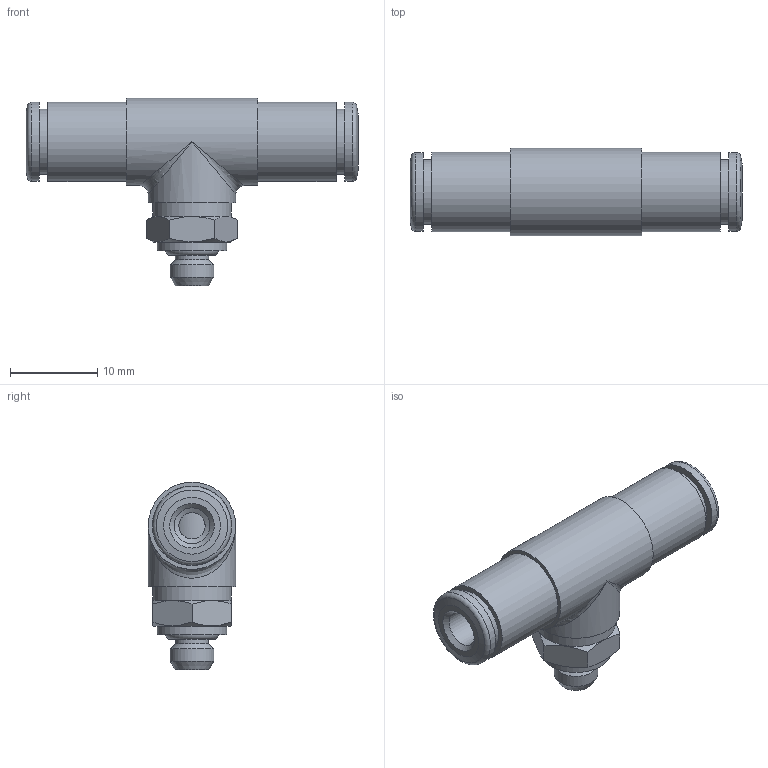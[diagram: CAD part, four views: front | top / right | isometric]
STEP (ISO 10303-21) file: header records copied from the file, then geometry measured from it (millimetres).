
FILE_DESCRIPTION(/* description */ (''),/* implementation_level */ '2;1');
FILE_NAME(/* name */ 'iqst_m54_msv.stp',/* time_stamp */ '2017-10-06T11:48:03+02:00',/* author */ ('Hamoud'),/* organization */ (''),/* preprocessor_version */ 'ST-DEVELOPER v15.6',/* originating_system */ 'Autodesk Inventor LT ',/* authorisation */ '');
FILE_SCHEMA (('AUTOMOTIVE_DESIGN { 1 0 10303 214 3 1 1 }'));
Length unit declared in the file: millimetre
Products named in the file (1): iqst_m54_msv
Bounding box: 38 x 10 x 21.5 mm (x, y, z)
Volume: 2470.6 mm3; surface area: 3273.9 mm2
Topology: 5 solids, 6 shells, 93 faces, 189 edges, 114 vertices
Faces by surface type: cylinder 32, plane 28, cone 26, torus 5, bspline 2
Full cylindrical faces by diameter (mm): 2.6 x1, 3 x2, 3.8 x1, 4.1 x4, 5 x1, 6 x1, 6.4 x2, 6.8 x2, 7.3 x2, 7.4 x2, 7.6 x2, 7.85 x1, 7.9 x1, 8 x1, 9 x3, 9.1 x2, 10 x2
Entity records: 3791 total; most frequent: CARTESIAN_POINT 2131, DIRECTION 358, ORIENTED_EDGE 216, AXIS2_PLACEMENT_3D 176, EDGE_LOOP 175, EDGE_CURVE 108, VERTEX_POINT 97, FACE_OUTER_BOUND 91
